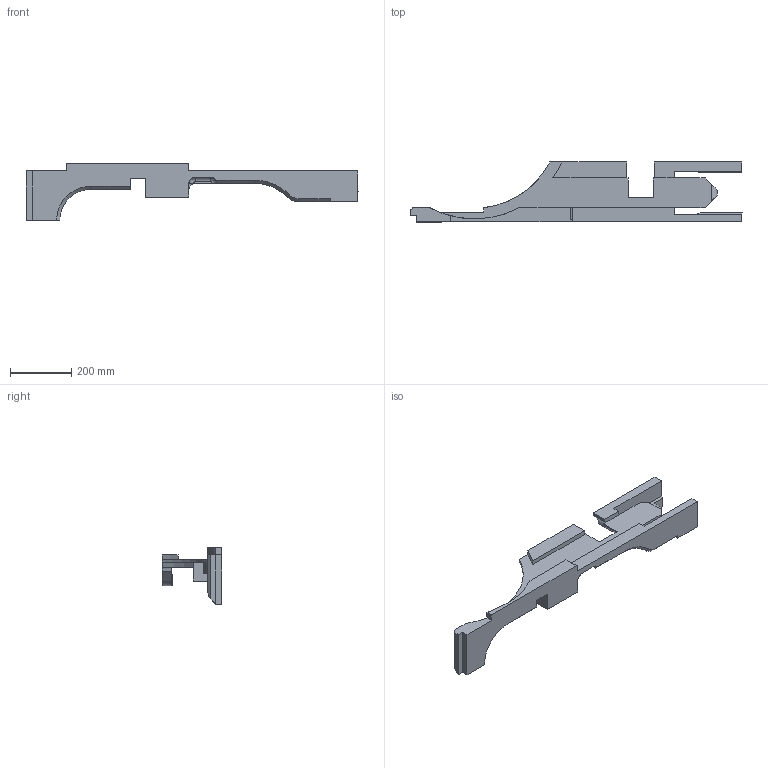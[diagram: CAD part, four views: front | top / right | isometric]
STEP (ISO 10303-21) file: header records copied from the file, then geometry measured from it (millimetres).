
FILE_DESCRIPTION(/* description */ (''),/* implementation_level */ '2;1');
FILE_NAME(/* name */ 'E-TKT_025-structure_C_wall_track',/* time_stamp */ '2023-04-19T19:28:25-03:00',/* author */ (''),/* organization */ (''),/* preprocessor_version */ 'ST-DEVELOPER v16.5',/* originating_system */ '',/* authorisation */ '');
FILE_SCHEMA (('AUTOMOTIVE_DESIGN'));
Length unit declared in the file: centimetre
Products named in the file (1): Document
Bounding box: 1080 x 195 x 183 mm (x, y, z)
Volume: 6074633.2 mm3; surface area: 526143 mm2
Topology: 1 solids, 1 shells, 94 faces, 259 edges, 167 vertices
Faces by surface type: plane 65, bspline 29
Entity records: 2939 total; most frequent: CARTESIAN_POINT 1319, ORIENTED_EDGE 518, EDGE_CURVE 259, VERTEX_POINT 167, B_SPLINE_CURVE_WITH_KNOTS 165, ADVANCED_FACE 94, FACE_OUTER_BOUND 94, EDGE_LOOP 94
